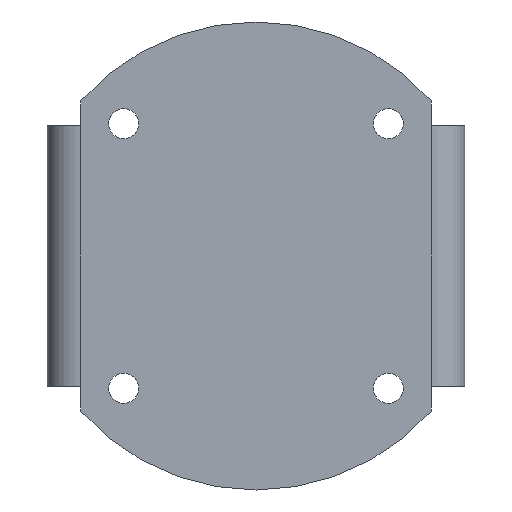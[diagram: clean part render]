
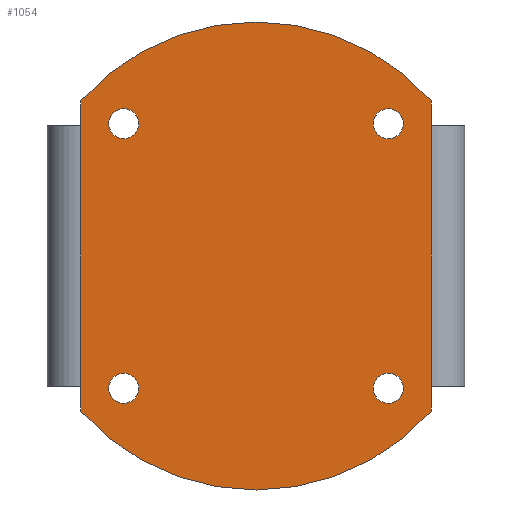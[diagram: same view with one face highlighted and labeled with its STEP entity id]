
A CAD part, front view. The second image highlights one B-rep face of the part: STEP entity #1054.
In plain terms, the highlighted planar face has unit normal (0, -1, 0).
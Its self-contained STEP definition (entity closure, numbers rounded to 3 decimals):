
#36 = EDGE_LOOP ( 'NONE', ( #585, #1508 ) ) ;
#39 = EDGE_CURVE ( 'NONE', #97, #1615, #1637, .T. ) ;
#46 = CIRCLE ( 'NONE', #489, 2.25 ) ;
#56 = DIRECTION ( 'NONE',  ( 0., 0., 1. ) ) ;
#65 = DIRECTION ( 'NONE',  ( 0., 0., -1. ) ) ;
#76 = CARTESIAN_POINT ( 'NONE',  ( 19.799, -3., -17.549 ) ) ;
#77 = CARTESIAN_POINT ( 'NONE',  ( -19.799, -3., -19.799 ) ) ;
#85 = AXIS2_PLACEMENT_3D ( 'NONE', #1960, #1774, #1017 ) ;
#91 = DIRECTION ( 'NONE',  ( 0., 0., 1. ) ) ;
#92 = ORIENTED_EDGE ( 'NONE', *, *, #713, .T. ) ;
#97 = VERTEX_POINT ( 'NONE', #414 ) ;
#123 = CARTESIAN_POINT ( 'NONE',  ( -19.799, -3., -22.049 ) ) ;
#141 = EDGE_CURVE ( 'NONE', #1988, #1506, #46, .T. ) ;
#144 = VERTEX_POINT ( 'NONE', #419 ) ;
#177 = EDGE_LOOP ( 'NONE', ( #1138, #996 ) ) ;
#180 = CARTESIAN_POINT ( 'NONE',  ( 19.799, -3., -19.799 ) ) ;
#205 = EDGE_CURVE ( 'NONE', #1589, #2007, #1977, .T. ) ;
#218 = EDGE_CURVE ( 'NONE', #1506, #1988, #710, .T. ) ;
#275 = CARTESIAN_POINT ( 'NONE',  ( -26.21, -3., 23.196 ) ) ;
#314 = LINE ( 'NONE', #275, #1929 ) ;
#316 = EDGE_CURVE ( 'NONE', #2007, #1589, #1928, .T. ) ;
#355 = CIRCLE ( 'NONE', #1760, 2.25 ) ;
#358 = CIRCLE ( 'NONE', #1106, 2.25 ) ;
#364 = EDGE_CURVE ( 'NONE', #1165, #1811, #805, .T. ) ;
#376 = CARTESIAN_POINT ( 'NONE',  ( -19.799, -3., -17.549 ) ) ;
#379 = FACE_BOUND ( 'NONE', #760, .T. ) ;
#408 = DIRECTION ( 'NONE',  ( 0., -1., 0. ) ) ;
#409 = EDGE_CURVE ( 'NONE', #1811, #1670, #1853, .T. ) ;
#414 = CARTESIAN_POINT ( 'NONE',  ( -19.799, -3., 17.549 ) ) ;
#419 = CARTESIAN_POINT ( 'NONE',  ( -26.21, -3., -23.196 ) ) ;
#424 = EDGE_CURVE ( 'NONE', #1615, #97, #968, .T. ) ;
#439 = CARTESIAN_POINT ( 'NONE',  ( 26.21, -3., -23.196 ) ) ;
#453 = AXIS2_PLACEMENT_3D ( 'NONE', #1624, #1170, #65 ) ;
#456 = DIRECTION ( 'NONE',  ( 0., 0., 1. ) ) ;
#489 = AXIS2_PLACEMENT_3D ( 'NONE', #1403, #1709, #1383 ) ;
#514 = VERTEX_POINT ( 'NONE', #725 ) ;
#524 = DIRECTION ( 'NONE',  ( 0., 1., 0. ) ) ;
#528 = FACE_BOUND ( 'NONE', #1687, .T. ) ;
#541 = EDGE_CURVE ( 'NONE', #1240, #514, #1656, .T. ) ;
#551 = CARTESIAN_POINT ( 'NONE',  ( 19.799, -3., -22.049 ) ) ;
#555 = FACE_BOUND ( 'NONE', #177, .T. ) ;
#560 = PLANE ( 'NONE',  #1217 ) ;
#585 = ORIENTED_EDGE ( 'NONE', *, *, #424, .T. ) ;
#590 = VERTEX_POINT ( 'NONE', #1520 ) ;
#593 = ORIENTED_EDGE ( 'NONE', *, *, #541, .T. ) ;
#604 = DIRECTION ( 'NONE',  ( 0., 1., 0. ) ) ;
#607 = EDGE_CURVE ( 'NONE', #1670, #616, #314, .T. ) ;
#616 = VERTEX_POINT ( 'NONE', #1997 ) ;
#628 = DIRECTION ( 'NONE',  ( 0., 0., -1. ) ) ;
#629 = DIRECTION ( 'NONE',  ( 0., 0., 1. ) ) ;
#662 = ORIENTED_EDGE ( 'NONE', *, *, #218, .T. ) ;
#710 = CIRCLE ( 'NONE', #875, 2.25 ) ;
#712 = CARTESIAN_POINT ( 'NONE',  ( 0., -3., 0. ) ) ;
#713 = EDGE_CURVE ( 'NONE', #1746, #144, #1708, .T. ) ;
#717 = ORIENTED_EDGE ( 'NONE', *, *, #1964, .T. ) ;
#719 = CARTESIAN_POINT ( 'NONE',  ( -28.21, -3., 19.5 ) ) ;
#725 = CARTESIAN_POINT ( 'NONE',  ( 26.21, -3., -19.5 ) ) ;
#759 = EDGE_CURVE ( 'NONE', #1165, #514, #832, .T. ) ;
#760 = EDGE_LOOP ( 'NONE', ( #1736, #983 ) ) ;
#761 = DIRECTION ( 'NONE',  ( 0., 0., -1. ) ) ;
#773 = DIRECTION ( 'NONE',  ( 0., 1., 0. ) ) ;
#804 = AXIS2_PLACEMENT_3D ( 'NONE', #180, #1887, #629 ) ;
#805 = LINE ( 'NONE', #960, #1272 ) ;
#832 = LINE ( 'NONE', #986, #852 ) ;
#835 = AXIS2_PLACEMENT_3D ( 'NONE', #1933, #1604, #1755 ) ;
#851 = CIRCLE ( 'NONE', #453, 35. ) ;
#852 = VECTOR ( 'NONE', #971, 1000. ) ;
#875 = AXIS2_PLACEMENT_3D ( 'NONE', #1233, #604, #1694 ) ;
#876 = CIRCLE ( 'NONE', #1555, 35. ) ;
#916 = AXIS2_PLACEMENT_3D ( 'NONE', #1619, #1024, #56 ) ;
#919 = CARTESIAN_POINT ( 'NONE',  ( 19.799, -3., -19.799 ) ) ;
#922 = VERTEX_POINT ( 'NONE', #376 ) ;
#927 = EDGE_LOOP ( 'NONE', ( #1307, #92, #717, #951, #593, #1124, #1910, #1284, #1745 ) ) ;
#951 = ORIENTED_EDGE ( 'NONE', *, *, #1013, .T. ) ;
#960 = CARTESIAN_POINT ( 'NONE',  ( 26.21, -3., 19.5 ) ) ;
#968 = CIRCLE ( 'NONE', #916, 2.25 ) ;
#971 = DIRECTION ( 'NONE',  ( 0., 0., -1. ) ) ;
#983 = ORIENTED_EDGE ( 'NONE', *, *, #1073, .T. ) ;
#986 = CARTESIAN_POINT ( 'NONE',  ( 26.21, -3., 19.5 ) ) ;
#996 = ORIENTED_EDGE ( 'NONE', *, *, #205, .T. ) ;
#1013 = EDGE_CURVE ( 'NONE', #590, #1240, #876, .T. ) ;
#1017 = DIRECTION ( 'NONE',  ( 0., 0., 1. ) ) ;
#1024 = DIRECTION ( 'NONE',  ( 0., 1., 0. ) ) ;
#1054 = ADVANCED_FACE ( 'NONE', ( #379, #1942, #555, #528, #1434 ), #560, .T. ) ;
#1056 = DIRECTION ( 'NONE',  ( 0., 0., -1. ) ) ;
#1073 = EDGE_CURVE ( 'NONE', #1713, #922, #355, .T. ) ;
#1106 = AXIS2_PLACEMENT_3D ( 'NONE', #1459, #524, #1467 ) ;
#1124 = ORIENTED_EDGE ( 'NONE', *, *, #759, .F. ) ;
#1127 = CARTESIAN_POINT ( 'NONE',  ( -26.21, -3., -23.196 ) ) ;
#1138 = ORIENTED_EDGE ( 'NONE', *, *, #316, .T. ) ;
#1144 = ORIENTED_EDGE ( 'NONE', *, *, #141, .T. ) ;
#1165 = VERTEX_POINT ( 'NONE', #1376 ) ;
#1170 = DIRECTION ( 'NONE',  ( 0., -1., 0. ) ) ;
#1217 = AXIS2_PLACEMENT_3D ( 'NONE', #719, #408, #1482 ) ;
#1224 = EDGE_CURVE ( 'NONE', #616, #1746, #1625, .T. ) ;
#1233 = CARTESIAN_POINT ( 'NONE',  ( 19.799, -3., 19.799 ) ) ;
#1240 = VERTEX_POINT ( 'NONE', #439 ) ;
#1243 = VECTOR ( 'NONE', #761, 1000. ) ;
#1272 = VECTOR ( 'NONE', #1575, 1000. ) ;
#1284 = ORIENTED_EDGE ( 'NONE', *, *, #409, .T. ) ;
#1307 = ORIENTED_EDGE ( 'NONE', *, *, #1224, .T. ) ;
#1342 = CARTESIAN_POINT ( 'NONE',  ( 26.21, -3., -19.5 ) ) ;
#1376 = CARTESIAN_POINT ( 'NONE',  ( 26.21, -3., 19.5 ) ) ;
#1383 = DIRECTION ( 'NONE',  ( 0., 0., 1. ) ) ;
#1403 = CARTESIAN_POINT ( 'NONE',  ( 19.799, -3., 19.799 ) ) ;
#1430 = DIRECTION ( 'NONE',  ( 0., 0., -1. ) ) ;
#1434 = FACE_BOUND ( 'NONE', #36, .T. ) ;
#1459 = CARTESIAN_POINT ( 'NONE',  ( -19.799, -3., -19.799 ) ) ;
#1467 = DIRECTION ( 'NONE',  ( 0., 0., 1. ) ) ;
#1473 = CARTESIAN_POINT ( 'NONE',  ( 19.799, -3., 22.049 ) ) ;
#1482 = DIRECTION ( 'NONE',  ( 0., 0., -1. ) ) ;
#1506 = VERTEX_POINT ( 'NONE', #1473 ) ;
#1508 = ORIENTED_EDGE ( 'NONE', *, *, #39, .T. ) ;
#1520 = CARTESIAN_POINT ( 'NONE',  ( 0., -3., -35. ) ) ;
#1541 = AXIS2_PLACEMENT_3D ( 'NONE', #919, #773, #456 ) ;
#1542 = CARTESIAN_POINT ( 'NONE',  ( -26.21, -3., -19.5 ) ) ;
#1555 = AXIS2_PLACEMENT_3D ( 'NONE', #712, #1978, #1056 ) ;
#1575 = DIRECTION ( 'NONE',  ( 0., 0., 1. ) ) ;
#1589 = VERTEX_POINT ( 'NONE', #551 ) ;
#1604 = DIRECTION ( 'NONE',  ( 0., -1., 0. ) ) ;
#1615 = VERTEX_POINT ( 'NONE', #1622 ) ;
#1619 = CARTESIAN_POINT ( 'NONE',  ( -19.799, -3., 19.799 ) ) ;
#1622 = CARTESIAN_POINT ( 'NONE',  ( -19.799, -3., 22.049 ) ) ;
#1624 = CARTESIAN_POINT ( 'NONE',  ( 0., -3., 0. ) ) ;
#1625 = LINE ( 'NONE', #1831, #1243 ) ;
#1637 = CIRCLE ( 'NONE', #85, 2.25 ) ;
#1656 = LINE ( 'NONE', #1342, #1902 ) ;
#1670 = VERTEX_POINT ( 'NONE', #2004 ) ;
#1687 = EDGE_LOOP ( 'NONE', ( #662, #1144 ) ) ;
#1694 = DIRECTION ( 'NONE',  ( 0., 0., 1. ) ) ;
#1708 = LINE ( 'NONE', #1127, #1828 ) ;
#1709 = DIRECTION ( 'NONE',  ( 0., 1., 0. ) ) ;
#1713 = VERTEX_POINT ( 'NONE', #123 ) ;
#1736 = ORIENTED_EDGE ( 'NONE', *, *, #1953, .T. ) ;
#1745 = ORIENTED_EDGE ( 'NONE', *, *, #607, .T. ) ;
#1746 = VERTEX_POINT ( 'NONE', #1542 ) ;
#1755 = DIRECTION ( 'NONE',  ( 0., 0., 1. ) ) ;
#1760 = AXIS2_PLACEMENT_3D ( 'NONE', #77, #1971, #1798 ) ;
#1774 = DIRECTION ( 'NONE',  ( 0., 1., 0. ) ) ;
#1798 = DIRECTION ( 'NONE',  ( 0., 0., 1. ) ) ;
#1811 = VERTEX_POINT ( 'NONE', #1877 ) ;
#1828 = VECTOR ( 'NONE', #1430, 1000. ) ;
#1831 = CARTESIAN_POINT ( 'NONE',  ( -26.21, -3., 19.5 ) ) ;
#1853 = CIRCLE ( 'NONE', #835, 35. ) ;
#1877 = CARTESIAN_POINT ( 'NONE',  ( 26.21, -3., 23.196 ) ) ;
#1887 = DIRECTION ( 'NONE',  ( 0., 1., 0. ) ) ;
#1902 = VECTOR ( 'NONE', #91, 1000. ) ;
#1910 = ORIENTED_EDGE ( 'NONE', *, *, #364, .T. ) ;
#1928 = CIRCLE ( 'NONE', #804, 2.25 ) ;
#1929 = VECTOR ( 'NONE', #628, 1000. ) ;
#1933 = CARTESIAN_POINT ( 'NONE',  ( 0., -3., 0. ) ) ;
#1942 = FACE_OUTER_BOUND ( 'NONE', #927, .T. ) ;
#1953 = EDGE_CURVE ( 'NONE', #922, #1713, #358, .T. ) ;
#1960 = CARTESIAN_POINT ( 'NONE',  ( -19.799, -3., 19.799 ) ) ;
#1964 = EDGE_CURVE ( 'NONE', #144, #590, #851, .T. ) ;
#1970 = CARTESIAN_POINT ( 'NONE',  ( 19.799, -3., 17.549 ) ) ;
#1971 = DIRECTION ( 'NONE',  ( 0., 1., 0. ) ) ;
#1977 = CIRCLE ( 'NONE', #1541, 2.25 ) ;
#1978 = DIRECTION ( 'NONE',  ( 0., -1., 0. ) ) ;
#1988 = VERTEX_POINT ( 'NONE', #1970 ) ;
#1997 = CARTESIAN_POINT ( 'NONE',  ( -26.21, -3., 19.5 ) ) ;
#2004 = CARTESIAN_POINT ( 'NONE',  ( -26.21, -3., 23.196 ) ) ;
#2007 = VERTEX_POINT ( 'NONE', #76 ) ;
